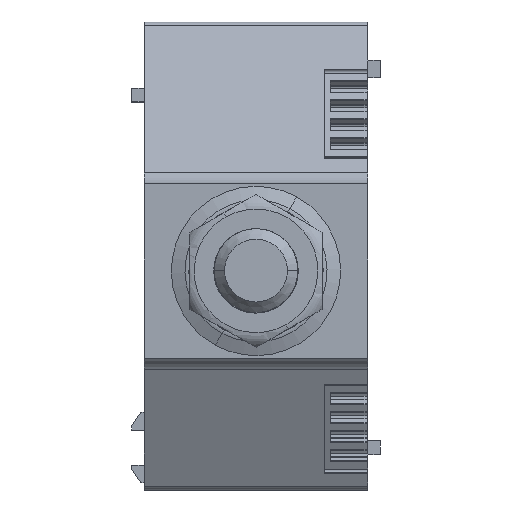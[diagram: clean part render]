
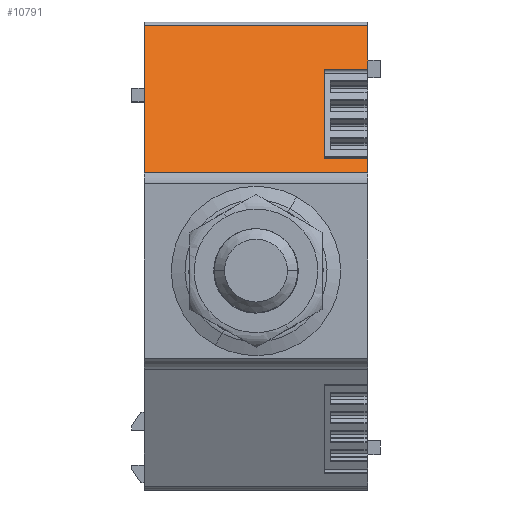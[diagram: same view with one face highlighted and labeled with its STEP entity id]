
A CAD part, top view. The second image highlights one B-rep face of the part: STEP entity #10791.
In plain terms, the highlighted planar face has unit normal (0, 0.478, 0.878).
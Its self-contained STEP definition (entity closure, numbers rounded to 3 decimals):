
#10774=AXIS2_PLACEMENT_3D('Plane Axis2P3D',#10771,#10772,#10773) ;
#247=CARTESIAN_POINT('Vertex',(1.8,45.367,21.523)) ;
#250=CARTESIAN_POINT('Line Origine',(1.8,55.922,15.782)) ;
#254=CARTESIAN_POINT('Vertex',(1.8,66.478,10.041)) ;
#1284=CARTESIAN_POINT('Vertex',(33.8,45.367,21.523)) ;
#1287=CARTESIAN_POINT('Line Origine',(17.8,45.367,21.523)) ;
#3087=CARTESIAN_POINT('Vertex',(33.8,66.478,10.041)) ;
#3090=CARTESIAN_POINT('Line Origine',(33.8,63.364,11.735)) ;
#3094=CARTESIAN_POINT('Vertex',(33.8,60.25,13.428)) ;
#3227=CARTESIAN_POINT('Vertex',(33.8,47.599,20.308)) ;
#3230=CARTESIAN_POINT('Line Origine',(33.8,46.483,20.915)) ;
#5605=CARTESIAN_POINT('Vertex',(27.6,47.599,20.308)) ;
#5635=CARTESIAN_POINT('Vertex',(27.6,60.25,13.428)) ;
#5638=CARTESIAN_POINT('Line Origine',(27.6,53.925,16.868)) ;
#10189=CARTESIAN_POINT('Line Origine',(30.7,47.599,20.308)) ;
#10387=CARTESIAN_POINT('Line Origine',(30.7,60.25,13.428)) ;
#10771=CARTESIAN_POINT('Axis2P3D Location',(17.8,43.8,22.375)) ;
#10776=CARTESIAN_POINT('Line Origine',(17.8,66.478,10.041)) ;
#251=DIRECTION('Vector Direction',(0.,0.878,-0.478)) ;
#1288=DIRECTION('Vector Direction',(1.,0.,0.)) ;
#3091=DIRECTION('Vector Direction',(0.,0.878,-0.478)) ;
#3231=DIRECTION('Vector Direction',(0.,0.878,-0.478)) ;
#5639=DIRECTION('Vector Direction',(0.,0.878,-0.478)) ;
#10190=DIRECTION('Vector Direction',(-1.,0.,0.)) ;
#10388=DIRECTION('Vector Direction',(-1.,0.,0.)) ;
#10772=DIRECTION('Axis2P3D Direction',(0.,-0.478,-0.878)) ;
#10773=DIRECTION('Axis2P3D XDirection',(0.,0.878,-0.478)) ;
#10777=DIRECTION('Vector Direction',(1.,0.,0.)) ;
#252=VECTOR('Line Direction',#251,1.) ;
#1289=VECTOR('Line Direction',#1288,1.) ;
#3092=VECTOR('Line Direction',#3091,1.) ;
#3232=VECTOR('Line Direction',#3231,1.) ;
#5640=VECTOR('Line Direction',#5639,1.) ;
#10191=VECTOR('Line Direction',#10190,1.) ;
#10389=VECTOR('Line Direction',#10388,1.) ;
#10778=VECTOR('Line Direction',#10777,1.) ;
#10782=ORIENTED_EDGE('',*,*,#10193,.T.) ;
#10783=ORIENTED_EDGE('',*,*,#5642,.T.) ;
#10784=ORIENTED_EDGE('',*,*,#10391,.F.) ;
#10785=ORIENTED_EDGE('',*,*,#3096,.F.) ;
#10786=ORIENTED_EDGE('',*,*,#10780,.F.) ;
#10787=ORIENTED_EDGE('',*,*,#256,.T.) ;
#10788=ORIENTED_EDGE('',*,*,#1291,.F.) ;
#10789=ORIENTED_EDGE('',*,*,#3234,.F.) ;
#10791=ADVANCED_FACE('KLTR',(#10790),#10775,.F.) ;
#256=EDGE_CURVE('',#255,#248,#253,.F.) ;
#1291=EDGE_CURVE('',#1285,#248,#1290,.F.) ;
#3096=EDGE_CURVE('',#3088,#3095,#3093,.F.) ;
#3234=EDGE_CURVE('',#3228,#1285,#3233,.F.) ;
#5642=EDGE_CURVE('',#5606,#5636,#5641,.T.) ;
#10193=EDGE_CURVE('',#3228,#5606,#10192,.T.) ;
#10391=EDGE_CURVE('',#3095,#5636,#10390,.T.) ;
#10780=EDGE_CURVE('',#255,#3088,#10779,.T.) ;
#10781=EDGE_LOOP('',(#10782,#10783,#10784,#10785,#10786,#10787,#10788,#10789)) ;
#10790=FACE_OUTER_BOUND('',#10781,.T.) ;
#253=LINE('Line',#250,#252) ;
#1290=LINE('Line',#1287,#1289) ;
#3093=LINE('Line',#3090,#3092) ;
#3233=LINE('Line',#3230,#3232) ;
#5641=LINE('Line',#5638,#5640) ;
#10192=LINE('Line',#10189,#10191) ;
#10390=LINE('Line',#10387,#10389) ;
#10779=LINE('Line',#10776,#10778) ;
#10775=PLANE('',#10774) ;
#248=VERTEX_POINT('',#247) ;
#255=VERTEX_POINT('',#254) ;
#1285=VERTEX_POINT('',#1284) ;
#3088=VERTEX_POINT('',#3087) ;
#3095=VERTEX_POINT('',#3094) ;
#3228=VERTEX_POINT('',#3227) ;
#5606=VERTEX_POINT('',#5605) ;
#5636=VERTEX_POINT('',#5635) ;
